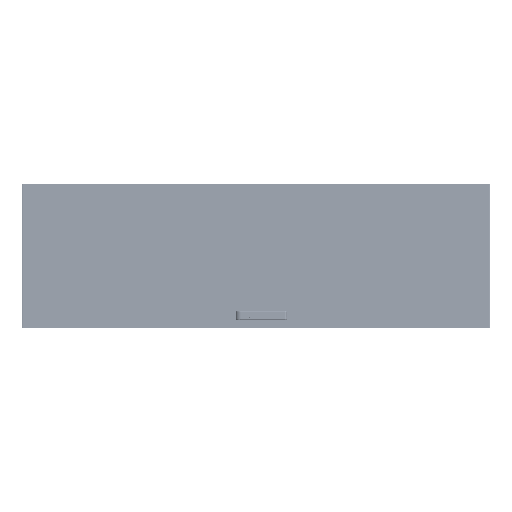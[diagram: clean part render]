
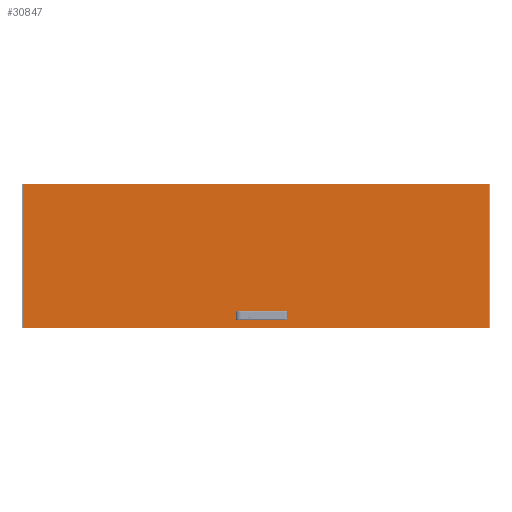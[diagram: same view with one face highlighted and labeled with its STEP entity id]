
A CAD part, top view. The second image highlights one B-rep face of the part: STEP entity #30847.
In plain terms, the highlighted planar face has unit normal (0, 0, 1).
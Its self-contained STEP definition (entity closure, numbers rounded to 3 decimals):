
#16458 = FACE_BOUND ( 'NONE', #25860, .T. ) ;
#16675 = FACE_OUTER_BOUND ( 'NONE', #25844, .T. ) ;
#19821 = AXIS2_PLACEMENT_3D ( 'NONE', #80722, #80728, #80730 ) ;
#20432 = AXIS2_PLACEMENT_3D ( 'NONE', #83534, #84581, #84577 ) ;
#20456 = AXIS2_PLACEMENT_3D ( 'NONE', #83336, #84432, #84433 ) ;
#20457 = AXIS2_PLACEMENT_3D ( 'NONE', #84779, #84346, #84205 ) ;
#20552 = AXIS2_PLACEMENT_3D ( 'NONE', #84306, #84717, #84544 ) ;
#20620 = AXIS2_PLACEMENT_3D ( 'NONE', #83369, #83376, #83373 ) ;
#20626 = AXIS2_PLACEMENT_3D ( 'NONE', #84750, #84747, #85119 ) ;
#20631 = AXIS2_PLACEMENT_3D ( 'NONE', #84314, #84512, #83114 ) ;
#21941 = EDGE_CURVE ( 'NONE', #68774, #69409, #28849, .T. ) ;
#21943 = EDGE_CURVE ( 'NONE', #69409, #68385, #28897, .T. ) ;
#21950 = EDGE_CURVE ( 'NONE', #68784, #69119, #28881, .T. ) ;
#22003 = EDGE_CURVE ( 'NONE', #69091, #69077, #28977, .T. ) ;
#22005 = EDGE_CURVE ( 'NONE', #69089, #69100, #28974, .T. ) ;
#22006 = EDGE_CURVE ( 'NONE', #69085, #69091, #28986, .T. ) ;
#22008 = EDGE_CURVE ( 'NONE', #69087, #68910, #28969, .T. ) ;
#22163 = EDGE_CURVE ( 'NONE', #68385, #68772, #67491, .T. ) ;
#22165 = EDGE_CURVE ( 'NONE', #68292, #69102, #67485, .T. ) ;
#22166 = EDGE_CURVE ( 'NONE', #68772, #68774, #67483, .T. ) ;
#22167 = EDGE_CURVE ( 'NONE', #68910, #68293, #67481, .T. ) ;
#22168 = EDGE_CURVE ( 'NONE', #68293, #68292, #67477, .T. ) ;
#22169 = EDGE_CURVE ( 'NONE', #69119, #69083, #67563, .T. ) ;
#22170 = EDGE_CURVE ( 'NONE', #69102, #68784, #67494, .T. ) ;
#22171 = EDGE_CURVE ( 'NONE', #69077, #69089, #67431, .T. ) ;
#22172 = EDGE_CURVE ( 'NONE', #69083, #69085, #67502, .T. ) ;
#22173 = EDGE_CURVE ( 'NONE', #69100, #69087, #67479, .T. ) ;
#25844 = EDGE_LOOP ( 'NONE', ( #76444, #76185, #76136, #76189 ) ) ;
#25860 = EDGE_LOOP ( 'NONE', ( #76515, #76260, #76517, #76258, #76160, #76274, #76156, #76542, #76537, #76172, #76167, #76183, #76142 ) ) ;
#28849 = LINE ( 'NONE', #83943, #28898 ) ;
#28881 = CIRCLE ( 'NONE', #20620, 4.5 ) ;
#28897 = LINE ( 'NONE', #85028, #28899 ) ;
#28898 = VECTOR ( 'NONE', #83949, 1000. ) ;
#28899 = VECTOR ( 'NONE', #85031, 1000. ) ;
#28969 = CIRCLE ( 'NONE', #20626, 12.5 ) ;
#28974 = CIRCLE ( 'NONE', #20552, 4.5 ) ;
#28977 = CIRCLE ( 'NONE', #20631, 12.5 ) ;
#28978 = VECTOR ( 'NONE', #84744, 1000. ) ;
#28986 = LINE ( 'NONE', #84755, #28978 ) ;
#30847 = ADVANCED_FACE ( 'NONE', ( #16458, #16675 ), #80725, .T. ) ;
#35978 = CARTESIAN_POINT ( 'NONE',  ( 873.9, 267.9, 2. ) ) ;
#36352 = CARTESIAN_POINT ( 'NONE',  ( 54.3, -218., 2. ) ) ;
#36370 = CARTESIAN_POINT ( 'NONE',  ( 54.3, -227., 2. ) ) ;
#36372 = CARTESIAN_POINT ( 'NONE',  ( -54.3, -227., 2. ) ) ;
#36382 = CARTESIAN_POINT ( 'NONE',  ( -14.338, -218., 2. ) ) ;
#36384 = CARTESIAN_POINT ( 'NONE',  ( -54.3, -218., 2. ) ) ;
#36386 = CARTESIAN_POINT ( 'NONE',  ( -37.662, -227., 2. ) ) ;
#36392 = CARTESIAN_POINT ( 'NONE',  ( 14.338, -218., 2. ) ) ;
#36394 = CARTESIAN_POINT ( 'NONE',  ( 37.662, -218., 2. ) ) ;
#36400 = CARTESIAN_POINT ( 'NONE',  ( -37.662, -218., 2. ) ) ;
#36584 = CARTESIAN_POINT ( 'NONE',  ( -14.338, -227., 2. ) ) ;
#36719 = CARTESIAN_POINT ( 'NONE',  ( 58.8, -222.5, 2. ) ) ;
#36724 = CARTESIAN_POINT ( 'NONE',  ( 873.9, -267.9, 2. ) ) ;
#36725 = CARTESIAN_POINT ( 'NONE',  ( -873.9, -267.9, 2. ) ) ;
#36962 = CARTESIAN_POINT ( 'NONE',  ( -873.9, 267.9, 2. ) ) ;
#37029 = CARTESIAN_POINT ( 'NONE',  ( 14.338, -227., 2. ) ) ;
#37030 = CARTESIAN_POINT ( 'NONE',  ( 37.662, -227., 2. ) ) ;
#67431 = LINE ( 'NONE', #84379, #67478 ) ;
#67477 = CIRCLE ( 'NONE', #20432, 12.5 ) ;
#67478 = VECTOR ( 'NONE', #84413, 1000. ) ;
#67479 = LINE ( 'NONE', #84089, #67495 ) ;
#67480 = VECTOR ( 'NONE', #84721, 1000. ) ;
#67481 = LINE ( 'NONE', #85133, #67480 ) ;
#67482 = VECTOR ( 'NONE', #84271, 1000. ) ;
#67483 = LINE ( 'NONE', #84236, #67482 ) ;
#67484 = VECTOR ( 'NONE', #84200, 1000. ) ;
#67485 = LINE ( 'NONE', #83957, #67484 ) ;
#67488 = VECTOR ( 'NONE', #83698, 1000. ) ;
#67491 = LINE ( 'NONE', #83672, #67488 ) ;
#67493 = VECTOR ( 'NONE', #84572, 1000. ) ;
#67494 = CIRCLE ( 'NONE', #20456, 4.5 ) ;
#67495 = VECTOR ( 'NONE', #84118, 1000. ) ;
#67502 = CIRCLE ( 'NONE', #20457, 12.5 ) ;
#67563 = LINE ( 'NONE', #84570, #67493 ) ;
#68292 = VERTEX_POINT ( 'NONE', #37030 ) ;
#68293 = VERTEX_POINT ( 'NONE', #37029 ) ;
#68385 = VERTEX_POINT ( 'NONE', #36962 ) ;
#68772 = VERTEX_POINT ( 'NONE', #36725 ) ;
#68774 = VERTEX_POINT ( 'NONE', #36724 ) ;
#68784 = VERTEX_POINT ( 'NONE', #36719 ) ;
#68910 = VERTEX_POINT ( 'NONE', #36584 ) ;
#69077 = VERTEX_POINT ( 'NONE', #36400 ) ;
#69083 = VERTEX_POINT ( 'NONE', #36394 ) ;
#69085 = VERTEX_POINT ( 'NONE', #36392 ) ;
#69087 = VERTEX_POINT ( 'NONE', #36386 ) ;
#69089 = VERTEX_POINT ( 'NONE', #36384 ) ;
#69091 = VERTEX_POINT ( 'NONE', #36382 ) ;
#69100 = VERTEX_POINT ( 'NONE', #36372 ) ;
#69102 = VERTEX_POINT ( 'NONE', #36370 ) ;
#69119 = VERTEX_POINT ( 'NONE', #36352 ) ;
#69409 = VERTEX_POINT ( 'NONE', #35978 ) ;
#76136 = ORIENTED_EDGE ( 'NONE', *, *, #21941, .T. ) ;
#76142 = ORIENTED_EDGE ( 'NONE', *, *, #22167, .F. ) ;
#76156 = ORIENTED_EDGE ( 'NONE', *, *, #22172, .F. ) ;
#76160 = ORIENTED_EDGE ( 'NONE', *, *, #22003, .F. ) ;
#76167 = ORIENTED_EDGE ( 'NONE', *, *, #22165, .F. ) ;
#76172 = ORIENTED_EDGE ( 'NONE', *, *, #22170, .F. ) ;
#76183 = ORIENTED_EDGE ( 'NONE', *, *, #22168, .F. ) ;
#76185 = ORIENTED_EDGE ( 'NONE', *, *, #22166, .T. ) ;
#76189 = ORIENTED_EDGE ( 'NONE', *, *, #21943, .T. ) ;
#76258 = ORIENTED_EDGE ( 'NONE', *, *, #22171, .F. ) ;
#76260 = ORIENTED_EDGE ( 'NONE', *, *, #22173, .F. ) ;
#76274 = ORIENTED_EDGE ( 'NONE', *, *, #22006, .F. ) ;
#76444 = ORIENTED_EDGE ( 'NONE', *, *, #22163, .T. ) ;
#76515 = ORIENTED_EDGE ( 'NONE', *, *, #22008, .F. ) ;
#76517 = ORIENTED_EDGE ( 'NONE', *, *, #22005, .F. ) ;
#76537 = ORIENTED_EDGE ( 'NONE', *, *, #21950, .F. ) ;
#76542 = ORIENTED_EDGE ( 'NONE', *, *, #22169, .F. ) ;
#80722 = CARTESIAN_POINT ( 'NONE',  ( -874., -268., 2. ) ) ;
#80725 = PLANE ( 'NONE',  #19821 ) ;
#80728 = DIRECTION ( 'NONE',  ( 0., 0., 1. ) ) ;
#80730 = DIRECTION ( 'NONE',  ( 1., 0., 0. ) ) ;
#83114 = DIRECTION ( 'NONE',  ( 1., 0., 0. ) ) ;
#83336 = CARTESIAN_POINT ( 'NONE',  ( 54.3, -222.5, 2. ) ) ;
#83369 = CARTESIAN_POINT ( 'NONE',  ( 54.3, -222.5, 2. ) ) ;
#83373 = DIRECTION ( 'NONE',  ( -1., 0., 0. ) ) ;
#83376 = DIRECTION ( 'NONE',  ( 0., 0., 1. ) ) ;
#83534 = CARTESIAN_POINT ( 'NONE',  ( 26., -222.5, 2. ) ) ;
#83672 = CARTESIAN_POINT ( 'NONE',  ( -873.9, 268., 2. ) ) ;
#83698 = DIRECTION ( 'NONE',  ( 0., -1., 0. ) ) ;
#83943 = CARTESIAN_POINT ( 'NONE',  ( 873.9, -268., 2. ) ) ;
#83949 = DIRECTION ( 'NONE',  ( 0., 1., 0. ) ) ;
#83957 = CARTESIAN_POINT ( 'NONE',  ( 37.662, -227., 2. ) ) ;
#84089 = CARTESIAN_POINT ( 'NONE',  ( -37.662, -227., 2. ) ) ;
#84118 = DIRECTION ( 'NONE',  ( 1., 0., 0. ) ) ;
#84200 = DIRECTION ( 'NONE',  ( 1., 0., 0. ) ) ;
#84205 = DIRECTION ( 'NONE',  ( -1., 0., 0. ) ) ;
#84236 = CARTESIAN_POINT ( 'NONE',  ( -873.9, -267.9, 2. ) ) ;
#84271 = DIRECTION ( 'NONE',  ( 1., 0., 0. ) ) ;
#84306 = CARTESIAN_POINT ( 'NONE',  ( -54.3, -222.5, 2. ) ) ;
#84314 = CARTESIAN_POINT ( 'NONE',  ( -26., -222.5, 2. ) ) ;
#84346 = DIRECTION ( 'NONE',  ( 0., 0., 1. ) ) ;
#84379 = CARTESIAN_POINT ( 'NONE',  ( -37.662, -218., 2. ) ) ;
#84413 = DIRECTION ( 'NONE',  ( -1., 0., 0. ) ) ;
#84432 = DIRECTION ( 'NONE',  ( 0., 0., 1. ) ) ;
#84433 = DIRECTION ( 'NONE',  ( -1., 0., 0. ) ) ;
#84512 = DIRECTION ( 'NONE',  ( 0., 0., 1. ) ) ;
#84544 = DIRECTION ( 'NONE',  ( 1., 0., 0. ) ) ;
#84570 = CARTESIAN_POINT ( 'NONE',  ( 37.662, -218., 2. ) ) ;
#84572 = DIRECTION ( 'NONE',  ( -1., 0., 0. ) ) ;
#84577 = DIRECTION ( 'NONE',  ( -1., 0., 0. ) ) ;
#84581 = DIRECTION ( 'NONE',  ( 0., 0., 1. ) ) ;
#84717 = DIRECTION ( 'NONE',  ( 0., 0., 1. ) ) ;
#84721 = DIRECTION ( 'NONE',  ( 1., 0., 0. ) ) ;
#84744 = DIRECTION ( 'NONE',  ( -1., 0., 0. ) ) ;
#84747 = DIRECTION ( 'NONE',  ( 0., 0., 1. ) ) ;
#84750 = CARTESIAN_POINT ( 'NONE',  ( -26., -222.5, 2. ) ) ;
#84755 = CARTESIAN_POINT ( 'NONE',  ( -14.338, -218., 2. ) ) ;
#84779 = CARTESIAN_POINT ( 'NONE',  ( 26., -222.5, 2. ) ) ;
#85028 = CARTESIAN_POINT ( 'NONE',  ( 873.9, 267.9, 2. ) ) ;
#85031 = DIRECTION ( 'NONE',  ( -1., 0., 0. ) ) ;
#85119 = DIRECTION ( 'NONE',  ( 1., 0., 0. ) ) ;
#85133 = CARTESIAN_POINT ( 'NONE',  ( -14.338, -227., 2. ) ) ;
